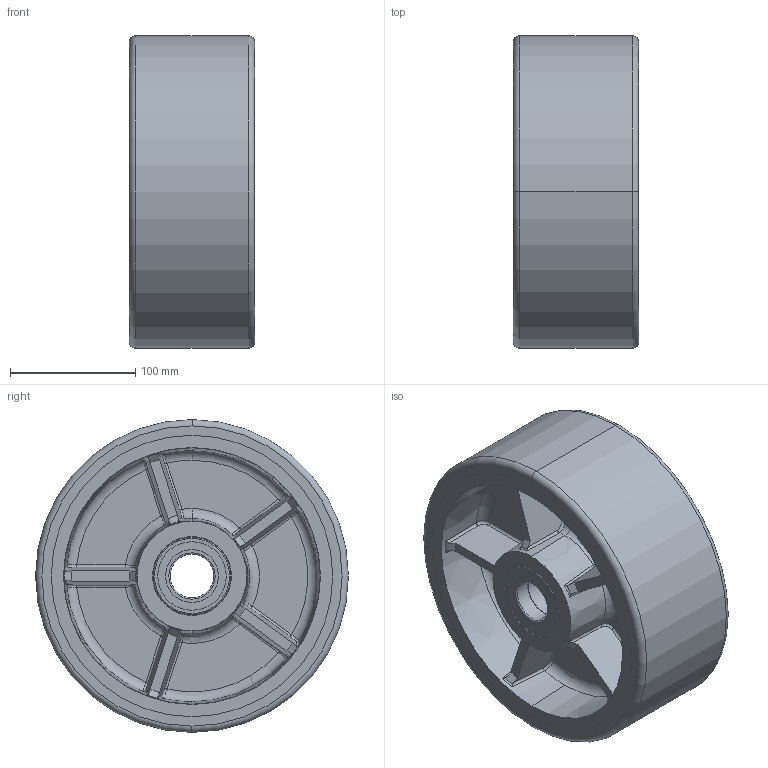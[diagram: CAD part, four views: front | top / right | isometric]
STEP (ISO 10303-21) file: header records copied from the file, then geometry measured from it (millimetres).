
FILE_DESCRIPTION (( 'STEP AP214' ), '1' );
FILE_NAME ('0012014.step', '2025-12-10T15:00:12', ( '' ), ( '' ), 'SwSTEP 2.0', 'SolidWorks 2020', '' );
FILE_SCHEMA (( 'AUTOMOTIVE_DESIGN' ));
Length unit declared in the file: millimetre
Products named in the file (1): 0012014
Bounding box: 100 x 250 x 250 mm (x, y, z)
Volume: 2643619.5 mm3; surface area: 486009.5 mm2
Topology: 13 solids, 13 shells, 370 faces, 864 edges, 528 vertices
Faces by surface type: cylinder 92, torus 88, bspline 80, plane 74, cone 36
Entity records: 19490 total; most frequent: CARTESIAN_POINT 7337, ORIENTED_EDGE 1728, DIRECTION 1602, EDGE_CURVE 864, AXIS2_PLACEMENT_3D 727, VERTEX_POINT 528, CIRCLE 436, EDGE_LOOP 404
